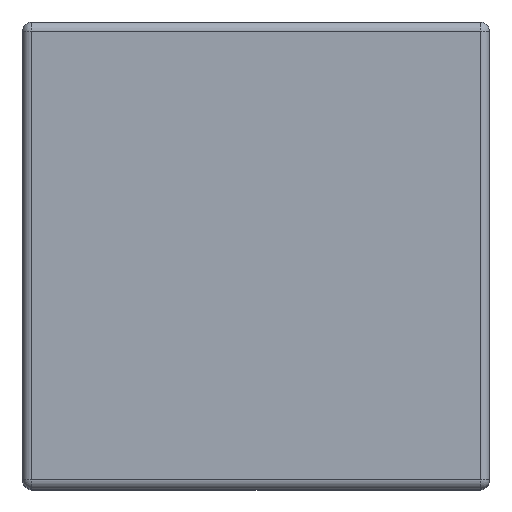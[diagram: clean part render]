
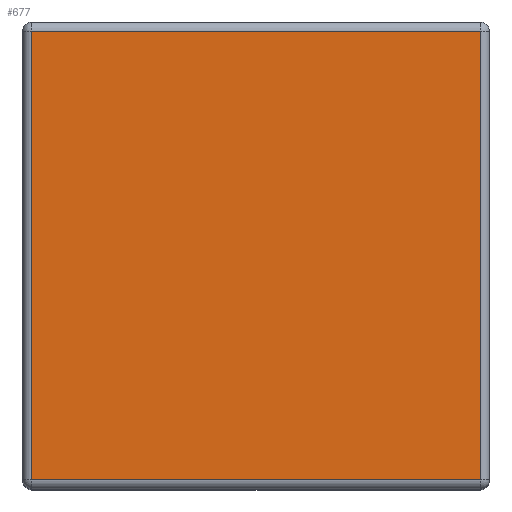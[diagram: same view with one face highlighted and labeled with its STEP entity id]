
A CAD part, top view. The second image highlights one B-rep face of the part: STEP entity #677.
In plain terms, the highlighted planar face has unit normal (0, 0, 1).
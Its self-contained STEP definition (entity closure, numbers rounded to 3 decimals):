
#37=PLANE('',#770);
#80=FACE_OUTER_BOUND('',#130,.T.);
#130=EDGE_LOOP('',(#550,#551,#552,#553));
#169=LINE('',#1123,#223);
#173=LINE('',#1139,#227);
#175=LINE('',#1142,#229);
#177=LINE('',#1145,#231);
#223=VECTOR('',#922,10.);
#227=VECTOR('',#940,10.);
#229=VECTOR('',#944,10.);
#231=VECTOR('',#948,10.);
#316=VERTEX_POINT('',#1085);
#321=VERTEX_POINT('',#1098);
#326=VERTEX_POINT('',#1111);
#331=VERTEX_POINT('',#1127);
#400=EDGE_CURVE('',#316,#326,#169,.T.);
#408=EDGE_CURVE('',#326,#331,#173,.T.);
#410=EDGE_CURVE('',#331,#321,#175,.T.);
#412=EDGE_CURVE('',#321,#316,#177,.T.);
#550=ORIENTED_EDGE('',*,*,#400,.F.);
#551=ORIENTED_EDGE('',*,*,#412,.F.);
#552=ORIENTED_EDGE('',*,*,#410,.F.);
#553=ORIENTED_EDGE('',*,*,#408,.F.);
#677=ADVANCED_FACE('',(#80),#37,.T.);
#770=AXIS2_PLACEMENT_3D('',#1151,#956,#957);
#922=DIRECTION('',(1.,0.,0.));
#940=DIRECTION('',(0.,-1.,0.));
#944=DIRECTION('',(-1.,0.,0.));
#948=DIRECTION('',(0.,1.,0.));
#956=DIRECTION('center_axis',(0.,0.,1.));
#957=DIRECTION('ref_axis',(1.,0.,0.));
#1085=CARTESIAN_POINT('',(-4.8,4.8,11.));
#1098=CARTESIAN_POINT('',(-4.8,-4.8,11.));
#1111=CARTESIAN_POINT('',(4.8,4.8,11.));
#1123=CARTESIAN_POINT('',(2.5,4.8,11.));
#1127=CARTESIAN_POINT('',(4.8,-4.8,11.));
#1139=CARTESIAN_POINT('',(4.8,-2.5,11.));
#1142=CARTESIAN_POINT('',(-2.5,-4.8,11.));
#1145=CARTESIAN_POINT('',(-4.8,2.5,11.));
#1151=CARTESIAN_POINT('Origin',(0.,0.,11.));
